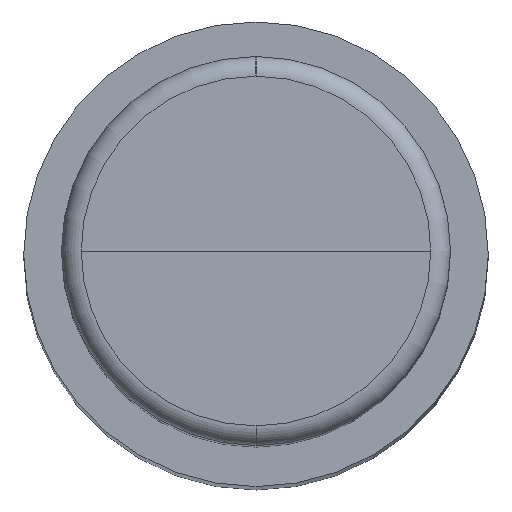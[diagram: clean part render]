
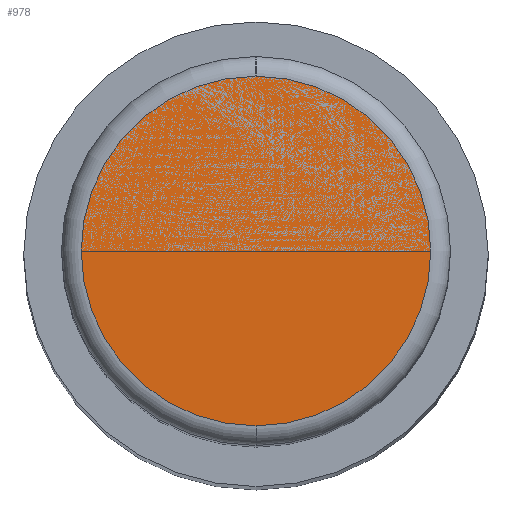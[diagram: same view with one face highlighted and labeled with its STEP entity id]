
A CAD part, top view. The second image highlights one B-rep face of the part: STEP entity #978.
In plain terms, the highlighted planar face has unit normal (0, 0, 1).
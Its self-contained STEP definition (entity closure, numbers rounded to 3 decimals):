
#877=CARTESIAN_POINT('',(0.,0.,68.));
#878=DIRECTION('',(0.,0.,-1.));
#879=DIRECTION('',(0.,-1.,0.));
#880=AXIS2_PLACEMENT_3D('',#877,#878,#879);
#885=CARTESIAN_POINT('',(0.,0.,68.));
#886=DIRECTION('',(0.,0.,-1.));
#887=DIRECTION('',(0.,1.,0.));
#888=AXIS2_PLACEMENT_3D('',#885,#886,#887);
#963=CARTESIAN_POINT('',(0.,-3.01,68.));
#964=CARTESIAN_POINT('',(0.,3.01,68.));
#965=VERTEX_POINT('',#963);
#966=VERTEX_POINT('',#964);
#967=CARTESIAN_POINT('',(0.,0.,68.));
#968=DIRECTION('',(0.,0.,1.));
#969=DIRECTION('',(0.,-1.,0.));
#970=AXIS2_PLACEMENT_3D('',#967,#968,#969);
#971=PLANE('',#970);
#973=ORIENTED_EDGE('',*,*,#972,.T.);
#975=ORIENTED_EDGE('',*,*,#974,.T.);
#976=EDGE_LOOP('',(#973,#975));
#977=FACE_OUTER_BOUND('',#976,.F.);
#881=CIRCLE('',#880,3.01);
#889=CIRCLE('',#888,3.01);
#972=EDGE_CURVE('',#965,#966,#881,.T.);
#974=EDGE_CURVE('',#966,#965,#889,.T.);
#978=ADVANCED_FACE('',(#977),#971,.T.);
